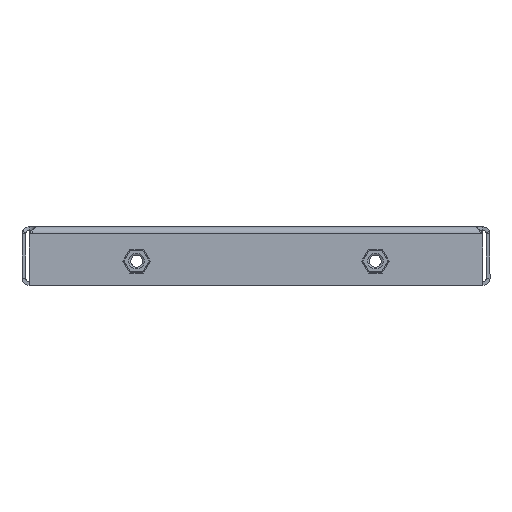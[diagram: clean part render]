
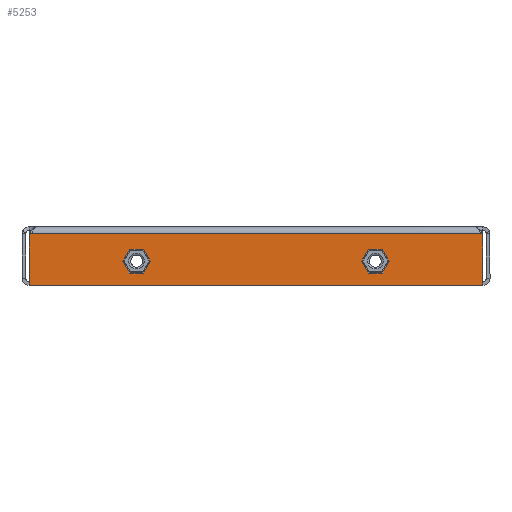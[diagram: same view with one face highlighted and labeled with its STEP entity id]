
A CAD part, left-side view. The second image highlights one B-rep face of the part: STEP entity #5253.
In plain terms, the highlighted planar face has unit normal (-1, 0, 0).
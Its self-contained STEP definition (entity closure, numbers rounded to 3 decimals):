
#907 = VERTEX_POINT ( 'NONE', #23297 ) ;
#908 = CARTESIAN_POINT ( 'NONE',  ( -203.8, -27.281, 15.751 ) ) ;
#1150 = ORIENTED_EDGE ( 'NONE', *, *, #4901, .T. ) ;
#1214 = FACE_BOUND ( 'NONE', #15906, .T. ) ;
#1285 = CARTESIAN_POINT ( 'NONE',  ( -203.8, 0., -9.8 ) ) ;
#1382 = EDGE_CURVE ( 'NONE', #9212, #24476, #12389, .T. ) ;
#1387 = LINE ( 'NONE', #18593, #5323 ) ;
#1969 = EDGE_CURVE ( 'NONE', #16199, #11729, #12422, .T. ) ;
#2251 = DIRECTION ( 'NONE',  ( 0., -0.5, 0.866 ) ) ;
#3000 = ORIENTED_EDGE ( 'NONE', *, *, #17694, .F. ) ;
#3356 = ORIENTED_EDGE ( 'NONE', *, *, #1382, .T. ) ;
#3357 = CARTESIAN_POINT ( 'NONE',  ( -203.8, 0., -9.8 ) ) ;
#3493 = LINE ( 'NONE', #3357, #18065 ) ;
#3510 = ORIENTED_EDGE ( 'NONE', *, *, #6986, .T. ) ;
#4010 = DIRECTION ( 'NONE',  ( 0., 0., -1. ) ) ;
#4048 = CARTESIAN_POINT ( 'NONE',  ( -203.8, 35.248, 20.351 ) ) ;
#4254 = VECTOR ( 'NONE', #18740, 1000. ) ;
#4901 = EDGE_CURVE ( 'NONE', #13409, #22649, #13349, .T. ) ;
#5015 = VECTOR ( 'NONE', #9558, 1000. ) ;
#5188 = DIRECTION ( 'NONE',  ( 0., 0., -1. ) ) ;
#5253 = ADVANCED_FACE ( 'NONE', ( #11281, #1214, #15356 ), #15106, .F. ) ;
#5323 = VECTOR ( 'NONE', #24731, 1000. ) ;
#5433 = CARTESIAN_POINT ( 'NONE',  ( -203.8, -95., -3. ) ) ;
#5578 = DIRECTION ( 'NONE',  ( 0., 0., 1. ) ) ;
#5635 = LINE ( 'NONE', #23811, #5015 ) ;
#5973 = AXIS2_PLACEMENT_3D ( 'NONE', #9363, #13183, #5188 ) ;
#6256 = LINE ( 'NONE', #14009, #11292 ) ;
#6510 = ORIENTED_EDGE ( 'NONE', *, *, #9414, .T. ) ;
#6539 = VECTOR ( 'NONE', #24995, 1000. ) ;
#6575 = DIRECTION ( 'NONE',  ( 0., -0.5, 0.866 ) ) ;
#6652 = EDGE_CURVE ( 'NONE', #24476, #25082, #17027, .T. ) ;
#6986 = EDGE_CURVE ( 'NONE', #20682, #907, #3493, .T. ) ;
#7370 = CARTESIAN_POINT ( 'NONE',  ( -203.8, -35.248, 20.351 ) ) ;
#7471 = VECTOR ( 'NONE', #24689, 1000. ) ;
#7494 = CARTESIAN_POINT ( 'NONE',  ( -203.8, 27.281, 15.751 ) ) ;
#7755 = ORIENTED_EDGE ( 'NONE', *, *, #17355, .T. ) ;
#8007 = VERTEX_POINT ( 'NONE', #14658 ) ;
#8012 = ORIENTED_EDGE ( 'NONE', *, *, #22313, .T. ) ;
#8317 = ORIENTED_EDGE ( 'NONE', *, *, #14639, .T. ) ;
#8658 = ORIENTED_EDGE ( 'NONE', *, *, #24128, .T. ) ;
#9212 = VERTEX_POINT ( 'NONE', #14272 ) ;
#9337 = DIRECTION ( 'NONE',  ( 0., -1., 0. ) ) ;
#9359 = EDGE_LOOP ( 'NONE', ( #3000, #23096, #3356, #23743 ) ) ;
#9363 = CARTESIAN_POINT ( 'NONE',  ( -203.8, 0., 0. ) ) ;
#9395 = LINE ( 'NONE', #7494, #14631 ) ;
#9414 = EDGE_CURVE ( 'NONE', #15534, #23266, #15030, .T. ) ;
#9484 = ORIENTED_EDGE ( 'NONE', *, *, #23338, .T. ) ;
#9558 = DIRECTION ( 'NONE',  ( 0., 1., 0. ) ) ;
#9950 = VERTEX_POINT ( 'NONE', #11688 ) ;
#9981 = LINE ( 'NONE', #19542, #22899 ) ;
#10460 = LINE ( 'NONE', #908, #15795 ) ;
#10487 = CARTESIAN_POINT ( 'NONE',  ( -203.8, -47.344, -9.8 ) ) ;
#10748 = CARTESIAN_POINT ( 'NONE',  ( -203.8, 47.344, -19. ) ) ;
#10956 = LINE ( 'NONE', #1285, #4254 ) ;
#11276 = EDGE_CURVE ( 'NONE', #8007, #20682, #16004, .T. ) ;
#11281 = FACE_BOUND ( 'NONE', #22158, .T. ) ;
#11292 = VECTOR ( 'NONE', #17721, 1000. ) ;
#11688 = CARTESIAN_POINT ( 'NONE',  ( -203.8, -52.656, -19. ) ) ;
#11729 = VERTEX_POINT ( 'NONE', #10487 ) ;
#12178 = VECTOR ( 'NONE', #2251, 1000. ) ;
#12288 = CARTESIAN_POINT ( 'NONE',  ( -203.8, -55.312, -14.4 ) ) ;
#12342 = EDGE_CURVE ( 'NONE', #13694, #15534, #9395, .T. ) ;
#12389 = LINE ( 'NONE', #23898, #20176 ) ;
#12422 = LINE ( 'NONE', #18167, #21866 ) ;
#12586 = CARTESIAN_POINT ( 'NONE',  ( -203.8, -52.656, -9.8 ) ) ;
#13183 = DIRECTION ( 'NONE',  ( 1., 0., 0. ) ) ;
#13349 = LINE ( 'NONE', #7370, #25109 ) ;
#13372 = CARTESIAN_POINT ( 'NONE',  ( -203.8, 0., -19. ) ) ;
#13409 = VERTEX_POINT ( 'NONE', #12586 ) ;
#13432 = LINE ( 'NONE', #5433, #7471 ) ;
#13612 = ORIENTED_EDGE ( 'NONE', *, *, #11276, .T. ) ;
#13694 = VERTEX_POINT ( 'NONE', #23694 ) ;
#13883 = CARTESIAN_POINT ( 'NONE',  ( -203.8, -47.719, -27.551 ) ) ;
#14009 = CARTESIAN_POINT ( 'NONE',  ( -203.8, 39.752, -22.951 ) ) ;
#14272 = CARTESIAN_POINT ( 'NONE',  ( -203.8, 95., -24.5 ) ) ;
#14439 = ORIENTED_EDGE ( 'NONE', *, *, #18597, .T. ) ;
#14631 = VECTOR ( 'NONE', #23072, 1000. ) ;
#14639 = EDGE_CURVE ( 'NONE', #23266, #8007, #1387, .T. ) ;
#14658 = CARTESIAN_POINT ( 'NONE',  ( -203.8, 55.312, -14.4 ) ) ;
#15030 = LINE ( 'NONE', #13372, #6539 ) ;
#15106 = PLANE ( 'NONE',  #5973 ) ;
#15139 = DIRECTION ( 'NONE',  ( 0., -0.5, -0.866 ) ) ;
#15356 = FACE_OUTER_BOUND ( 'NONE', #9359, .T. ) ;
#15534 = VERTEX_POINT ( 'NONE', #10748 ) ;
#15572 = CARTESIAN_POINT ( 'NONE',  ( -203.8, 95., -3. ) ) ;
#15795 = VECTOR ( 'NONE', #20024, 1000. ) ;
#15801 = DIRECTION ( 'NONE',  ( 0., 0.5, -0.866 ) ) ;
#15906 = EDGE_LOOP ( 'NONE', ( #7755, #8658, #20120, #14439, #1150, #8012 ) ) ;
#16004 = LINE ( 'NONE', #4048, #12178 ) ;
#16199 = VERTEX_POINT ( 'NONE', #19576 ) ;
#16615 = EDGE_CURVE ( 'NONE', #23945, #9212, #9981, .T. ) ;
#17027 = LINE ( 'NONE', #24566, #18838 ) ;
#17355 = EDGE_CURVE ( 'NONE', #9950, #24963, #5635, .T. ) ;
#17694 = EDGE_CURVE ( 'NONE', #23945, #25082, #13432, .T. ) ;
#17719 = LINE ( 'NONE', #13883, #22237 ) ;
#17721 = DIRECTION ( 'NONE',  ( 0., -0.5, -0.866 ) ) ;
#18065 = VECTOR ( 'NONE', #9337, 1000. ) ;
#18089 = CARTESIAN_POINT ( 'NONE',  ( -203.8, 52.656, -9.8 ) ) ;
#18167 = CARTESIAN_POINT ( 'NONE',  ( -203.8, -39.752, -22.951 ) ) ;
#18593 = CARTESIAN_POINT ( 'NONE',  ( -203.8, 47.719, -27.551 ) ) ;
#18597 = EDGE_CURVE ( 'NONE', #11729, #13409, #10956, .T. ) ;
#18740 = DIRECTION ( 'NONE',  ( 0., -1., 0. ) ) ;
#18838 = VECTOR ( 'NONE', #5578, 1000. ) ;
#19286 = CARTESIAN_POINT ( 'NONE',  ( -203.8, -95., -3. ) ) ;
#19407 = ORIENTED_EDGE ( 'NONE', *, *, #12342, .T. ) ;
#19542 = CARTESIAN_POINT ( 'NONE',  ( -203.8, 95., 0. ) ) ;
#19576 = CARTESIAN_POINT ( 'NONE',  ( -203.8, -44.688, -14.4 ) ) ;
#20024 = DIRECTION ( 'NONE',  ( 0., 0.5, 0.866 ) ) ;
#20120 = ORIENTED_EDGE ( 'NONE', *, *, #1969, .T. ) ;
#20176 = VECTOR ( 'NONE', #21966, 1000. ) ;
#20682 = VERTEX_POINT ( 'NONE', #18089 ) ;
#21866 = VECTOR ( 'NONE', #6575, 1000. ) ;
#21966 = DIRECTION ( 'NONE',  ( 0., -1., 0. ) ) ;
#22158 = EDGE_LOOP ( 'NONE', ( #19407, #6510, #8317, #13612, #3510, #9484 ) ) ;
#22237 = VECTOR ( 'NONE', #15801, 1000. ) ;
#22313 = EDGE_CURVE ( 'NONE', #22649, #9950, #17719, .T. ) ;
#22649 = VERTEX_POINT ( 'NONE', #12288 ) ;
#22899 = VECTOR ( 'NONE', #4010, 1000. ) ;
#23072 = DIRECTION ( 'NONE',  ( 0., 0.5, -0.866 ) ) ;
#23096 = ORIENTED_EDGE ( 'NONE', *, *, #16615, .T. ) ;
#23266 = VERTEX_POINT ( 'NONE', #24640 ) ;
#23297 = CARTESIAN_POINT ( 'NONE',  ( -203.8, 47.344, -9.8 ) ) ;
#23338 = EDGE_CURVE ( 'NONE', #907, #13694, #6256, .T. ) ;
#23694 = CARTESIAN_POINT ( 'NONE',  ( -203.8, 44.688, -14.4 ) ) ;
#23743 = ORIENTED_EDGE ( 'NONE', *, *, #6652, .T. ) ;
#23811 = CARTESIAN_POINT ( 'NONE',  ( -203.8, 0., -19. ) ) ;
#23898 = CARTESIAN_POINT ( 'NONE',  ( -203.8, 0., -24.5 ) ) ;
#23945 = VERTEX_POINT ( 'NONE', #15572 ) ;
#24128 = EDGE_CURVE ( 'NONE', #24963, #16199, #10460, .T. ) ;
#24476 = VERTEX_POINT ( 'NONE', #24568 ) ;
#24566 = CARTESIAN_POINT ( 'NONE',  ( -203.8, -95., 0. ) ) ;
#24568 = CARTESIAN_POINT ( 'NONE',  ( -203.8, -95., -24.5 ) ) ;
#24640 = CARTESIAN_POINT ( 'NONE',  ( -203.8, 52.656, -19. ) ) ;
#24666 = CARTESIAN_POINT ( 'NONE',  ( -203.8, -47.344, -19. ) ) ;
#24689 = DIRECTION ( 'NONE',  ( 0., -1., 0. ) ) ;
#24731 = DIRECTION ( 'NONE',  ( 0., 0.5, 0.866 ) ) ;
#24963 = VERTEX_POINT ( 'NONE', #24666 ) ;
#24995 = DIRECTION ( 'NONE',  ( 0., 1., 0. ) ) ;
#25082 = VERTEX_POINT ( 'NONE', #19286 ) ;
#25109 = VECTOR ( 'NONE', #15139, 1000. ) ;
